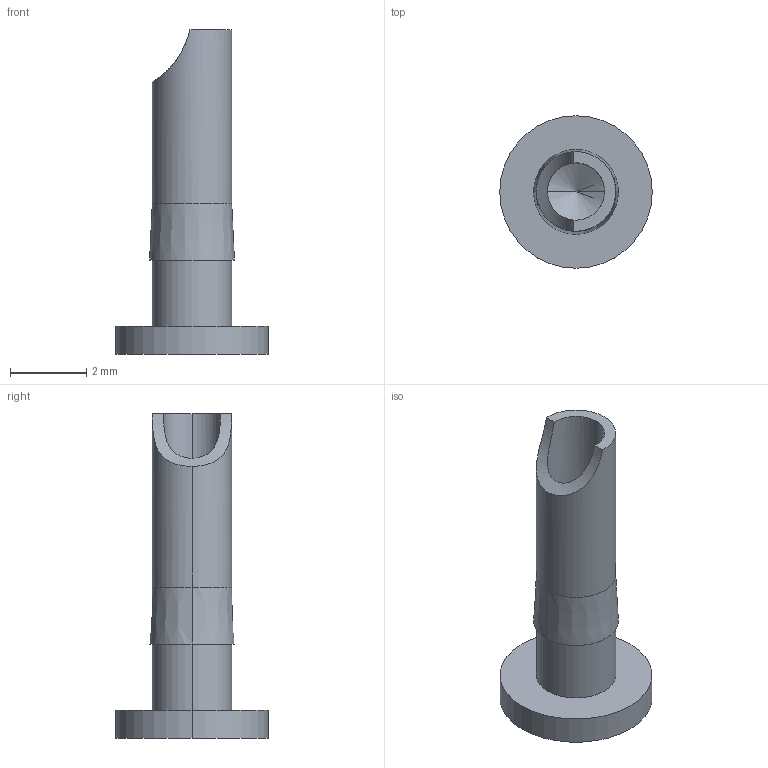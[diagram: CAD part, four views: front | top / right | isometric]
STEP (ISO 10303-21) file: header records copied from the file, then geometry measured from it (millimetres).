
FILE_DESCRIPTION (( 'STEP AP214' ), '1' );
FILE_NAME ('IF-PI-8.5-4.0.STEP', '2022-12-01T19:31:00', ( '' ), ( '' ), 'SwSTEP 2.0', 'SolidWorks 2022', '' );
FILE_SCHEMA (( 'AUTOMOTIVE_DESIGN' ));
Length unit declared in the file: millimetre
Products named in the file (1): IF-PI-8.5-4.0
Bounding box: 3.99 x 3.99 x 8.5 mm (x, y, z)
Volume: 30.5 mm3; surface area: 93.4 mm2
Topology: 1 solids, 1 shells, 17 faces, 38 edges, 23 vertices
Faces by surface type: cylinder 9, cone 4, plane 4
Entity records: 528 total; most frequent: CARTESIAN_POINT 115, DIRECTION 86, ORIENTED_EDGE 72, AXIS2_PLACEMENT_3D 36, EDGE_CURVE 36, VERTEX_POINT 23, EDGE_LOOP 19, CIRCLE 18
